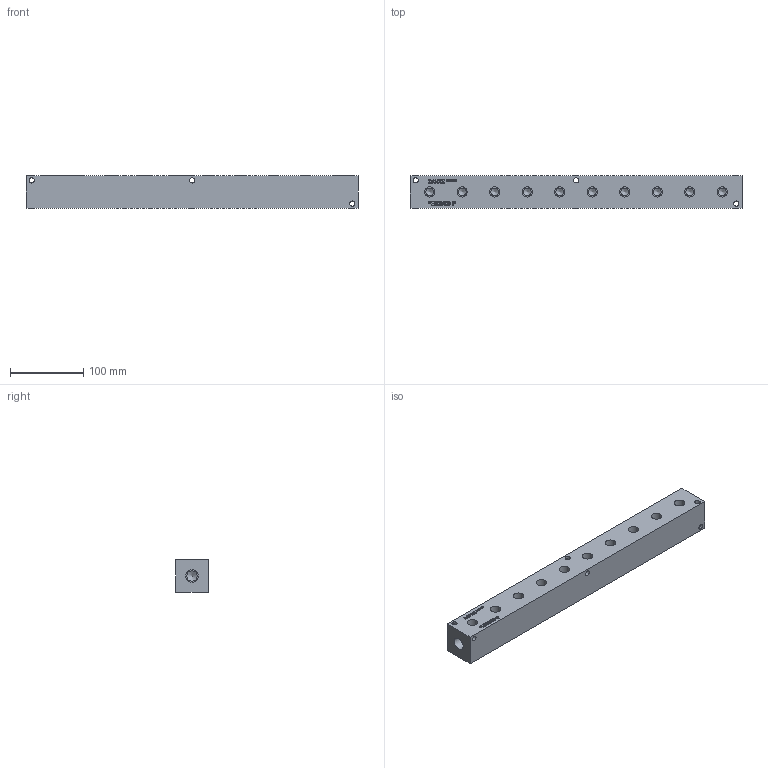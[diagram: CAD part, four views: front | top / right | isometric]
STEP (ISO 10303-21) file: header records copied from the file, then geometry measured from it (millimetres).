
FILE_DESCRIPTION(/* description */ (''),/* implementation_level */ '2;1');
FILE_NAME(/* name */ '_H0001004P.stp',/* time_stamp */ '2020-08-17T10:38:57-04:00',/* author */ ('alexanderw'),/* organization */ (''),/* preprocessor_version */ 'ST-DEVELOPER v17',/* originating_system */ 'Autodesk Inventor 2019',/* authorisation */ '');
FILE_SCHEMA (('AUTOMOTIVE_DESIGN { 1 0 10303 214 3 1 1 }'));
Length unit declared in the file: millimetre
Products named in the file (1): Part_+H0001004P_3D
Bounding box: 454.02 x 44.45 x 44.45 mm (x, y, z)
Volume: 862478.5 mm3; surface area: 96562.9 mm2
Topology: 1 solids, 1 shells, 357 faces, 972 edges, 652 vertices
Faces by surface type: plane 232, bspline 77, cylinder 36, cone 12
Full cylindrical faces by diameter (mm): 7.137 x12, 10.719 x10, 13.868 x10, 14.3 x2, 17.297 x2
Entity records: 11915 total; most frequent: CARTESIAN_POINT 2971, ORIENTED_EDGE 1920, DIRECTION 1482, EDGE_CURVE 960, LINE 692, VECTOR 692, VERTEX_POINT 652, EDGE_LOOP 422
